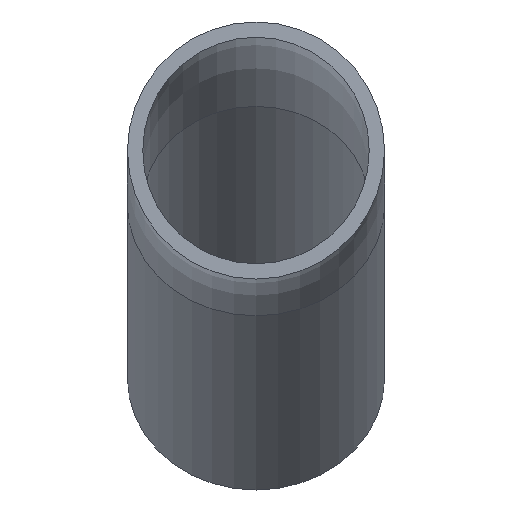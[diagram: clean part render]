
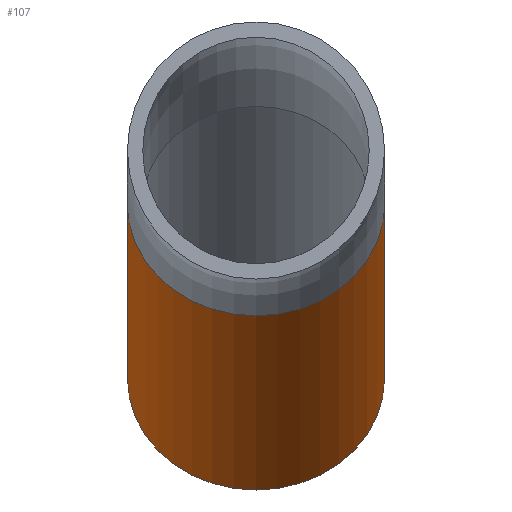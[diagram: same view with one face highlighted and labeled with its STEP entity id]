
A CAD part, left-side view. The second image highlights one B-rep face of the part: STEP entity #107.
In plain terms, the highlighted cylindrical face has radius 250 mm (diameter 500 mm), a full revolution.
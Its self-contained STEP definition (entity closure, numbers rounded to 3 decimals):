
#25=CYLINDRICAL_SURFACE('',#136,250.);
#40=ORIENTED_EDGE('',*,*,#47,.T.);
#41=ORIENTED_EDGE('',*,*,#49,.F.);
#47=EDGE_CURVE('',#55,#55,#63,.T.);
#49=EDGE_CURVE('',#57,#57,#65,.T.);
#55=VERTEX_POINT('',#188);
#57=VERTEX_POINT('',#194);
#63=CIRCLE('',#131,250.);
#65=CIRCLE('',#135,250.);
#80=EDGE_LOOP('',(#40));
#81=EDGE_LOOP('',(#41));
#96=FACE_BOUND('',#80,.T.);
#97=FACE_BOUND('',#81,.T.);
#107=ADVANCED_FACE('',(#96,#97),#25,.T.);
#131=AXIS2_PLACEMENT_3D('',#187,#159,#160);
#135=AXIS2_PLACEMENT_3D('',#193,#167,#168);
#136=AXIS2_PLACEMENT_3D('',#195,#169,#170);
#159=DIRECTION('',(0.866,0.,-0.5));
#160=DIRECTION('',(0.,1.,0.));
#167=DIRECTION('',(0.866,0.,-0.5));
#168=DIRECTION('',(-0.5,0.,-0.866));
#169=DIRECTION('',(0.866,0.,-0.5));
#170=DIRECTION('',(-0.5,0.,-0.866));
#187=CARTESIAN_POINT('',(1069.15,0.,-104.902));
#188=CARTESIAN_POINT('',(1069.15,250.,-104.902));
#193=CARTESIAN_POINT('',(1656.012,0.,-443.727));
#194=CARTESIAN_POINT('',(1531.012,0.,-660.233));
#195=CARTESIAN_POINT('',(1656.012,0.,-443.727));
